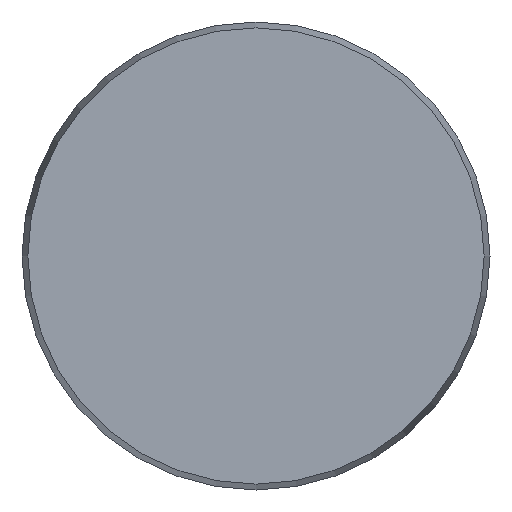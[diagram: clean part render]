
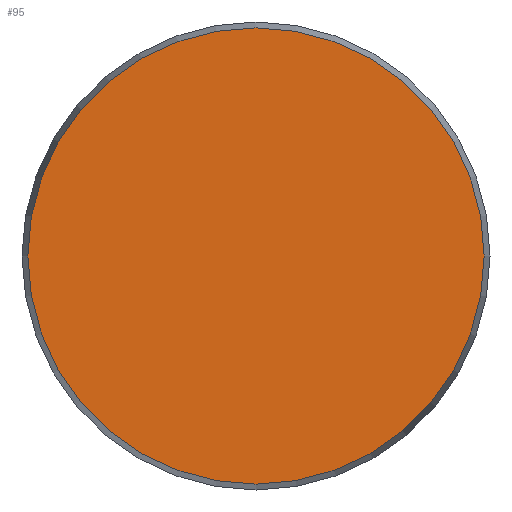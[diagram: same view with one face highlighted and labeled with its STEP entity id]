
A CAD part, front view. The second image highlights one B-rep face of the part: STEP entity #95.
In plain terms, the highlighted planar face has unit normal (0, -1, 0).
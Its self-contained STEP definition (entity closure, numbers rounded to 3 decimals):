
#95 = ADVANCED_FACE( '', ( #221 ), #222, .F. );
#221 = FACE_OUTER_BOUND( '', #376, .T. );
#222 = PLANE( '', #377 );
#376 = EDGE_LOOP( '', ( #614 ) );
#377 = AXIS2_PLACEMENT_3D( '', #615, #616, #617 );
#614 = ORIENTED_EDGE( '', *, *, #859, .T. );
#615 = CARTESIAN_POINT( '', ( 48.75, 0., 0. ) );
#616 = DIRECTION( '', ( 0., 1., 0. ) );
#617 = DIRECTION( '', ( 0., 0., 1. ) );
#859 = EDGE_CURVE( '', #988, #988, #989, .T. );
#988 = VERTEX_POINT( '', #1171 );
#989 = CIRCLE( '', #1172, 48.75 );
#1171 = CARTESIAN_POINT( '', ( 0., 0., -48.75 ) );
#1172 = AXIS2_PLACEMENT_3D( '', #1551, #1552, #1553 );
#1551 = CARTESIAN_POINT( '', ( 0., 0., 0. ) );
#1552 = DIRECTION( '', ( 0., -1., 0. ) );
#1553 = DIRECTION( '', ( 0., 0., -1. ) );
